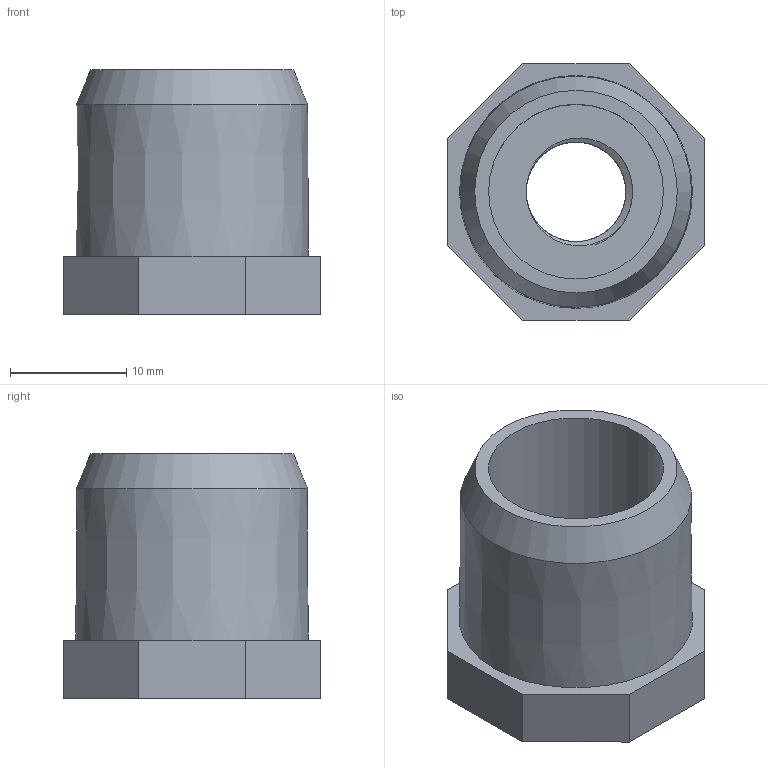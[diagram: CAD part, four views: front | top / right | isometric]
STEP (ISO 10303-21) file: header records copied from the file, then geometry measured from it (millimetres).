
FILE_DESCRIPTION(/* description */ (''),/* implementation_level */ '2;1');
FILE_NAME(/* name */ 'mold for pvc female reducer 20mmX1÷8.stp',/* time_stamp */ '2023-05-15T08:05:00+08:00',/* author */ (''),/* organization */ (''),/* preprocessor_version */ 'ST-DEVELOPER v16',/* originating_system */ 'SIEMENS PLM Software NX 10.0',/* authorisation */ '');
FILE_SCHEMA (('AUTOMOTIVE_DESIGN { 1 0 10303 214 3 1 1 1 }'));
Length unit declared in the file: millimetre
Products named in the file (1): gelv13BCFEA2oasd
Bounding box: 22 x 22 x 21 mm (x, y, z)
Volume: 4240 mm3; surface area: 2924.9 mm2
Topology: 1 solids, 1 shells, 21 faces, 48 edges, 31 vertices
Faces by surface type: plane 13, cylinder 3, cone 3, bspline 2
Full cylindrical faces by diameter (mm): 15 x1
Entity records: 1832 total; most frequent: CARTESIAN_POINT 1353, ORIENTED_EDGE 86, DIRECTION 86, EDGE_CURVE 43, AXIS2_PLACEMENT_3D 31, VERTEX_POINT 30, EDGE_LOOP 29, LINE 24
